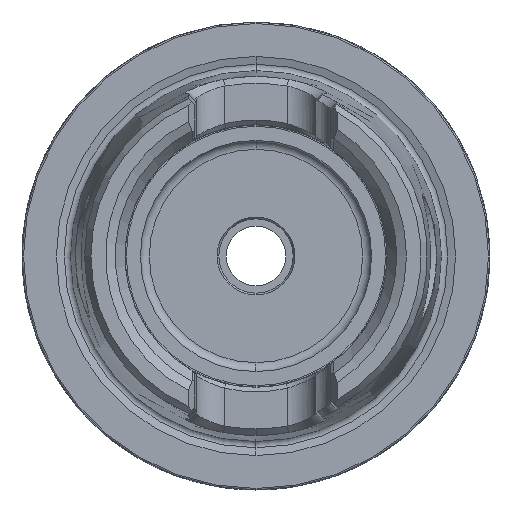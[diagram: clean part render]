
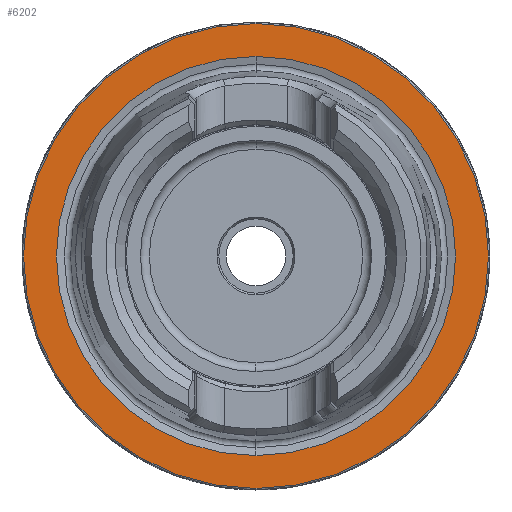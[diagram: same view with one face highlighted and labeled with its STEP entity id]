
A CAD part, left-side view. The second image highlights one B-rep face of the part: STEP entity #6202.
In plain terms, the highlighted planar face has unit normal (-1, 0, 0).
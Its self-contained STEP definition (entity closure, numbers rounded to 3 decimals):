
#1 = VERTEX_POINT ( 'NONE', #5790 ) ;
#94 = AXIS2_PLACEMENT_3D ( 'NONE', #7084, #2348, #7863 ) ;
#382 = CARTESIAN_POINT ( 'NONE',  ( 0., 0., 0. ) ) ;
#524 = AXIS2_PLACEMENT_3D ( 'NONE', #382, #6018, #1255 ) ;
#528 = FACE_BOUND ( 'NONE', #4193, .T. ) ;
#549 = EDGE_CURVE ( 'NONE', #4864, #1, #5221, .T. ) ;
#1075 = FACE_OUTER_BOUND ( 'NONE', #6146, .T. ) ;
#1102 = ORIENTED_EDGE ( 'NONE', *, *, #549, .F. ) ;
#1158 = CARTESIAN_POINT ( 'NONE',  ( 0., 0., -26.85 ) ) ;
#1255 = DIRECTION ( 'NONE',  ( 0., 0., 1. ) ) ;
#2156 = CARTESIAN_POINT ( 'NONE',  ( 0., 31.275, 0. ) ) ;
#2348 = DIRECTION ( 'NONE',  ( -1., 0., 0. ) ) ;
#2411 = AXIS2_PLACEMENT_3D ( 'NONE', #2156, #2963, #8486 ) ;
#2417 = CARTESIAN_POINT ( 'NONE',  ( 0., 0., -31.275 ) ) ;
#2963 = DIRECTION ( 'NONE',  ( 1., 0., 0. ) ) ;
#3204 = VERTEX_POINT ( 'NONE', #2417 ) ;
#3240 = ORIENTED_EDGE ( 'NONE', *, *, #6490, .F. ) ;
#3249 = DIRECTION ( 'NONE',  ( -1., 0., 0. ) ) ;
#3311 = EDGE_CURVE ( 'NONE', #7853, #3204, #6472, .T. ) ;
#3585 = CARTESIAN_POINT ( 'NONE',  ( 0., 0., 0. ) ) ;
#3680 = DIRECTION ( 'NONE',  ( -1., 0., 0. ) ) ;
#3760 = DIRECTION ( 'NONE',  ( 0., 0., 1. ) ) ;
#4089 = ORIENTED_EDGE ( 'NONE', *, *, #9133, .T. ) ;
#4193 = EDGE_LOOP ( 'NONE', ( #3240, #1102 ) ) ;
#4864 = VERTEX_POINT ( 'NONE', #1158 ) ;
#5181 = AXIS2_PLACEMENT_3D ( 'NONE', #3585, #3680, #3760 ) ;
#5221 = CIRCLE ( 'NONE', #7869, 26.85 ) ;
#5790 = CARTESIAN_POINT ( 'NONE',  ( 0., 0., 26.85 ) ) ;
#6018 = DIRECTION ( 'NONE',  ( -1., 0., 0. ) ) ;
#6146 = EDGE_LOOP ( 'NONE', ( #6954, #4089 ) ) ;
#6202 = ADVANCED_FACE ( 'NONE', ( #528, #1075 ), #6775, .F. ) ;
#6211 = CIRCLE ( 'NONE', #94, 31.275 ) ;
#6272 = DIRECTION ( 'NONE',  ( 0., 0., 1. ) ) ;
#6472 = CIRCLE ( 'NONE', #5181, 31.275 ) ;
#6490 = EDGE_CURVE ( 'NONE', #1, #4864, #9981, .T. ) ;
#6609 = CARTESIAN_POINT ( 'NONE',  ( 0., 0., 0. ) ) ;
#6775 = PLANE ( 'NONE',  #2411 ) ;
#6831 = CARTESIAN_POINT ( 'NONE',  ( 0., 0., 31.275 ) ) ;
#6954 = ORIENTED_EDGE ( 'NONE', *, *, #3311, .T. ) ;
#7084 = CARTESIAN_POINT ( 'NONE',  ( 0., 0., 0. ) ) ;
#7853 = VERTEX_POINT ( 'NONE', #6831 ) ;
#7863 = DIRECTION ( 'NONE',  ( 0., 0., 1. ) ) ;
#7869 = AXIS2_PLACEMENT_3D ( 'NONE', #6609, #3249, #6272 ) ;
#8486 = DIRECTION ( 'NONE',  ( 0., 0., -1. ) ) ;
#9133 = EDGE_CURVE ( 'NONE', #3204, #7853, #6211, .T. ) ;
#9981 = CIRCLE ( 'NONE', #524, 26.85 ) ;
